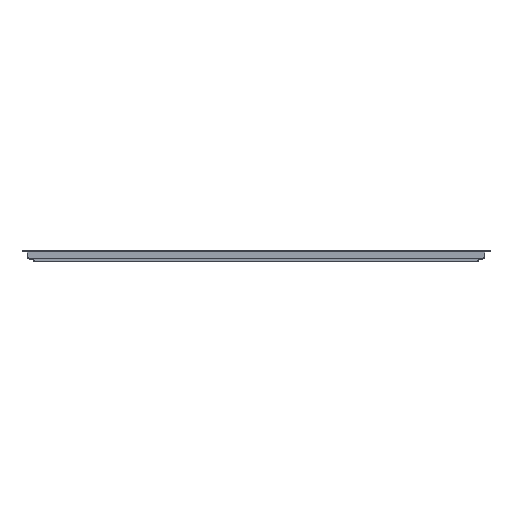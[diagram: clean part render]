
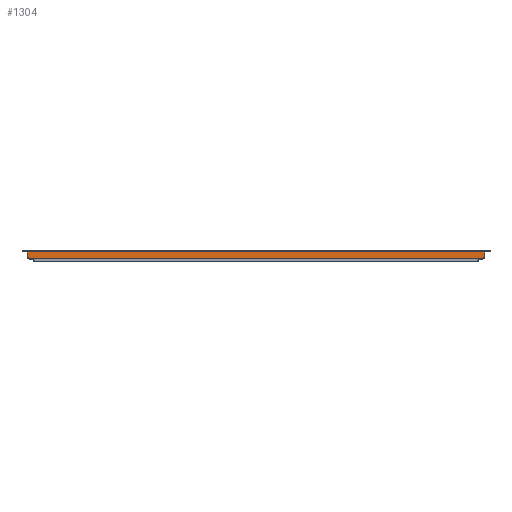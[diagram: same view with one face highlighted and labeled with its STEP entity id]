
A CAD part, top view. The second image highlights one B-rep face of the part: STEP entity #1304.
In plain terms, the highlighted planar face has unit normal (0, 0, 1).
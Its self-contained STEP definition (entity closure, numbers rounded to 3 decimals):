
#19 = LINE ( 'NONE', #548, #3116 ) ;
#72 = CARTESIAN_POINT ( 'NONE',  ( -428.25, -10., 47.45 ) ) ;
#186 = VECTOR ( 'NONE', #216, 1000. ) ;
#188 = EDGE_CURVE ( 'NONE', #2156, #2345, #824, .T. ) ;
#216 = DIRECTION ( 'NONE',  ( 0., 1., 0. ) ) ;
#292 = DIRECTION ( 'NONE',  ( -1., 0., 0. ) ) ;
#310 = DIRECTION ( 'NONE',  ( 0., 0., 1. ) ) ;
#365 = CARTESIAN_POINT ( 'NONE',  ( -428.25, -1.5, 47.45 ) ) ;
#389 = VERTEX_POINT ( 'NONE', #2620 ) ;
#511 = VECTOR ( 'NONE', #2986, 1000. ) ;
#530 = ORIENTED_EDGE ( 'NONE', *, *, #629, .T. ) ;
#548 = CARTESIAN_POINT ( 'NONE',  ( -428.25, -15., 47.45 ) ) ;
#592 = CARTESIAN_POINT ( 'NONE',  ( 428.25, -15., 47.45 ) ) ;
#599 = DIRECTION ( 'NONE',  ( 0., -1., 0. ) ) ;
#629 = EDGE_CURVE ( 'NONE', #2503, #389, #3465, .T. ) ;
#641 = FACE_OUTER_BOUND ( 'NONE', #3424, .T. ) ;
#681 = DIRECTION ( 'NONE',  ( 0., -1., 0. ) ) ;
#705 = CIRCLE ( 'NONE', #3407, 5. ) ;
#727 = CARTESIAN_POINT ( 'NONE',  ( 428.25, -10., 47.45 ) ) ;
#824 = LINE ( 'NONE', #592, #2752 ) ;
#960 = ORIENTED_EDGE ( 'NONE', *, *, #2434, .F. ) ;
#1210 = PLANE ( 'NONE',  #1367 ) ;
#1304 = ADVANCED_FACE ( 'NONE', ( #641 ), #1210, .T. ) ;
#1333 = AXIS2_PLACEMENT_3D ( 'NONE', #1700, #310, #599 ) ;
#1367 = AXIS2_PLACEMENT_3D ( 'NONE', #2002, #3142, #681 ) ;
#1459 = CARTESIAN_POINT ( 'NONE',  ( 428.25, -3., 47.45 ) ) ;
#1480 = ORIENTED_EDGE ( 'NONE', *, *, #2597, .F. ) ;
#1626 = ORIENTED_EDGE ( 'NONE', *, *, #3517, .T. ) ;
#1684 = CARTESIAN_POINT ( 'NONE',  ( -428.25, -3., 47.45 ) ) ;
#1700 = CARTESIAN_POINT ( 'NONE',  ( -423.25, -10., 47.45 ) ) ;
#1809 = CARTESIAN_POINT ( 'NONE',  ( 0., -3., 47.45 ) ) ;
#1828 = DIRECTION ( 'NONE',  ( 0., 0., 1. ) ) ;
#2002 = CARTESIAN_POINT ( 'NONE',  ( 0., 0., 47.45 ) ) ;
#2087 = VERTEX_POINT ( 'NONE', #1684 ) ;
#2156 = VERTEX_POINT ( 'NONE', #1459 ) ;
#2345 = VERTEX_POINT ( 'NONE', #727 ) ;
#2374 = CARTESIAN_POINT ( 'NONE',  ( 423.25, -10., 47.45 ) ) ;
#2434 = EDGE_CURVE ( 'NONE', #2581, #389, #19, .T. ) ;
#2497 = ORIENTED_EDGE ( 'NONE', *, *, #2611, .T. ) ;
#2503 = VERTEX_POINT ( 'NONE', #72 ) ;
#2520 = CARTESIAN_POINT ( 'NONE',  ( 423.25, -15., 47.45 ) ) ;
#2581 = VERTEX_POINT ( 'NONE', #2520 ) ;
#2597 = EDGE_CURVE ( 'NONE', #2503, #2087, #2824, .T. ) ;
#2611 = EDGE_CURVE ( 'NONE', #2581, #2345, #705, .T. ) ;
#2620 = CARTESIAN_POINT ( 'NONE',  ( -423.25, -15., 47.45 ) ) ;
#2698 = LINE ( 'NONE', #1809, #511 ) ;
#2752 = VECTOR ( 'NONE', #3036, 1000. ) ;
#2824 = LINE ( 'NONE', #365, #186 ) ;
#2986 = DIRECTION ( 'NONE',  ( -1., 0., 0. ) ) ;
#3036 = DIRECTION ( 'NONE',  ( 0., -1., 0. ) ) ;
#3116 = VECTOR ( 'NONE', #292, 1000. ) ;
#3142 = DIRECTION ( 'NONE',  ( 0., 0., 1. ) ) ;
#3204 = DIRECTION ( 'NONE',  ( 0., -1., 0. ) ) ;
#3221 = ORIENTED_EDGE ( 'NONE', *, *, #188, .F. ) ;
#3407 = AXIS2_PLACEMENT_3D ( 'NONE', #2374, #1828, #3204 ) ;
#3424 = EDGE_LOOP ( 'NONE', ( #1480, #530, #960, #2497, #3221, #1626 ) ) ;
#3465 = CIRCLE ( 'NONE', #1333, 5. ) ;
#3517 = EDGE_CURVE ( 'NONE', #2156, #2087, #2698, .T. ) ;
